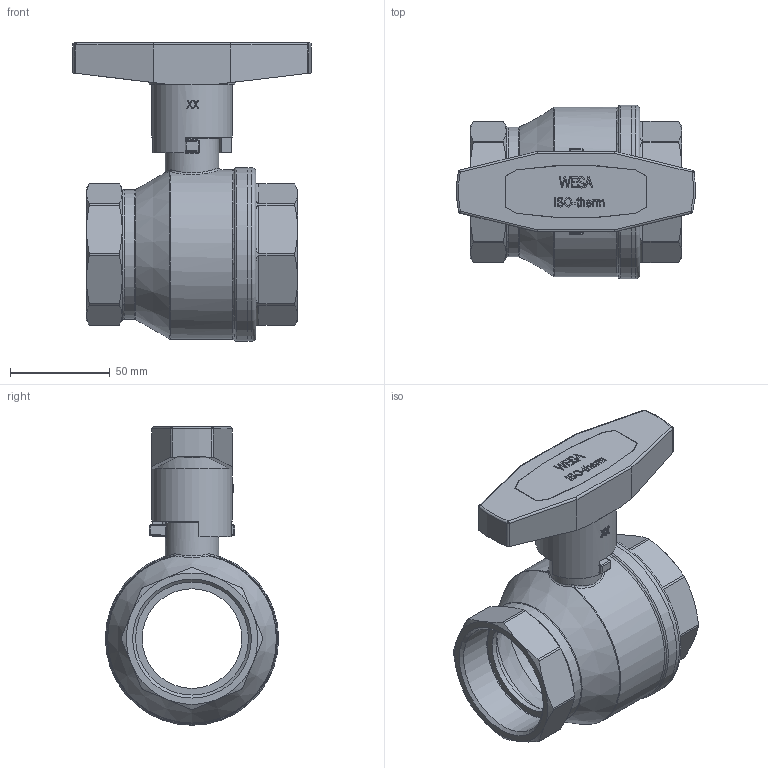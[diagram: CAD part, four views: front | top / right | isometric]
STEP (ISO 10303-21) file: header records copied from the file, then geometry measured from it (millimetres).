
FILE_DESCRIPTION(/* description */ ('Unknown','CAx-IF Rec.Pracs.---Representation and Presentation of Product Manufacturing Information (PMI)---4.0---2014-10-13','CAx-IF Rec.Pracs.---3D Tessellated Geometry---0.4---2014-09-14','2;1'),/* implementation_level */ '2;1');
FILE_NAME(/* name */ '9370-09',/* time_stamp */ '2024-02-19T09:16:24+01:00',/* author */ ('Unknown'),/* organization */ ('Unknown'),/* preprocessor_version */ 'ST-DEVELOPER v18.102',/* originating_system */ 'Solid Edge',/* authorisation */ 'Unknown');
FILE_SCHEMA (('MODEL_BASED_INTEGRATED_MANUFACTURING_SCHEMA','AP242_MANAGED_MODEL_BASED_3D_ENGINEERING_MIM_LF { 1 0 10303 442 1 1 4 }'));
Length unit declared in the file: millimetre
Products named in the file (11): 9370-09; T-Griff 2; Abdeckkappe-2-a; T-Griff-Al-2-a; Befestigungsschraube; 9380_2_oa_0; Körper__2; Spindel-Zusammanbau__2_oa_1; Spindel__2; Stopfbuchse__2; Einschraubteil__2
Assembly tree (10 placements, depth 4):
  9370-09
    T-Griff 2
      Abdeckkappe-2-a
      T-Griff-Al-2-a
      Befestigungsschraube
    9380_2_oa_0
      Körper__2
      Spindel-Zusammanbau__2_oa_1
        Spindel__2
      Stopfbuchse__2
      Einschraubteil__2
Bounding box: 119.86 x 87 x 149.8 mm (x, y, z)
Volume: 208275.1 mm3; surface area: 104960.8 mm2
Topology: 7 solids, 8 shells, 794 faces, 2119 edges, 1369 vertices
Faces by surface type: plane 577, cylinder 119, cone 59, bspline 14, sphere 13, torus 12
Full cylindrical faces by diameter (mm): 3.4 x2, 5.3 x4, 12 x1, 14 x1, 16 x1, 16.1 x1, 19 x1, 20 x3, 20.376 x2, 22 x1, 26.5 x1, 27 x1, 30.4 x1, 40.4 x1, 50 x2, 56.656 x4, 60 x2, 65 x1, 75.835 x1, 78 x2, 80.5 x1, 82.2 x1, 85 x1, 87 x2
Entity records: 26477 total; most frequent: CARTESIAN_POINT 5291, ORIENTED_EDGE 4036, DIRECTION 3884, EDGE_CURVE 2018, LINE 1500, VECTOR 1500, VERTEX_POINT 1341, AXIS2_PLACEMENT_3D 1192
